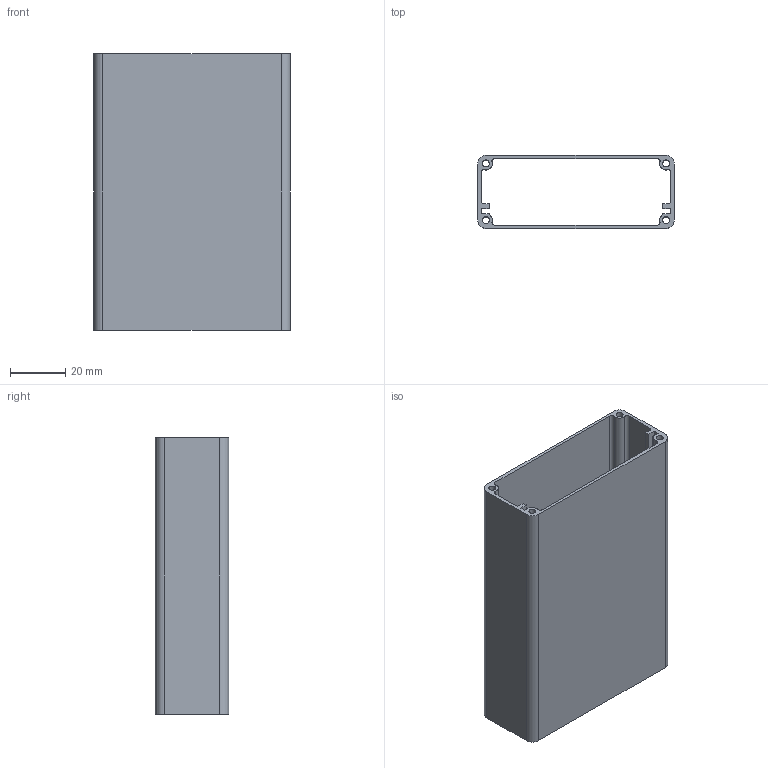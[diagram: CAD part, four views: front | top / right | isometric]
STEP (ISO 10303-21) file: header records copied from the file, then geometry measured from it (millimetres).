
FILE_DESCRIPTION(/* description */ ('','CAx-IF Rec.Pracs.---Representation and Presentation of Product Manufacturing Information (PMI)---4.0---2014-10-13'),/* implementation_level */ '2;1');
FILE_NAME(/* name */ 'case_flagless.stp',/* time_stamp */ '2025-10-04T14:05:00+08:00',/* author */ ('Toby'),/* organization */ (''),/* preprocessor_version */ 'ST-DEVELOPER v18.1',/* originating_system */ 'Autodesk Inventor 2021',/* authorisation */ '');
FILE_SCHEMA (('AP242_MANAGED_MODEL_BASED_3D_ENGINEERING_MIM_LF { 1 0 10303 442 1 1 4 }'));
Length unit declared in the file: millimetre
Products named in the file (1): case
Bounding box: 71 x 26.5 x 100 mm (x, y, z)
Volume: 27237.9 mm3; surface area: 41679.9 mm2
Topology: 1 solids, 1 shells, 42 faces, 214 edges, 252 vertices
Faces by surface type: plane 22, cylinder 20
Full cylindrical faces by diameter (mm): 2.5 x4
Entity records: 2029 total; most frequent: CARTESIAN_POINT 444, DIRECTION 312, ORIENTED_EDGE 256, EDGE_CURVE 128, AXIS2_PLACEMENT_3D 116, STYLED_ITEM 94, VERTEX_POINT 88, LINE 80
